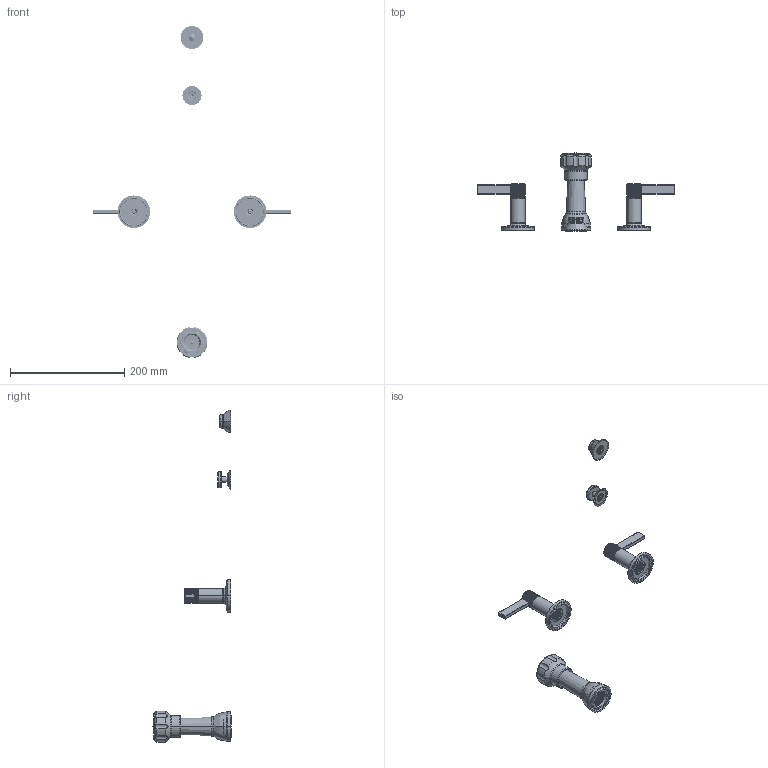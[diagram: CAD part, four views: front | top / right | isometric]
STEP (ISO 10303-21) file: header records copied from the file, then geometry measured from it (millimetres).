
FILE_DESCRIPTION((''),'2;1');
FILE_NAME('3239_ASM','2019-11-11T08:33:20',('rsmith'),(''),'CREO PARAMETRIC BY PTC INC, 2018400','CREO PARAMETRIC BY PTC INC, 2018400','');
FILE_SCHEMA(('CONFIG_CONTROL_DESIGN'));
Length unit declared in the file: inch
Products named in the file (31): 10078; 2-159_ASM; 91093; 10600; 10601; 92029; 10602; 2-235_ASM; 10603_AF2; 11647; 10605; 91014; 2-125_ASM; 2-236_AF1_ASM; 80080; 13118; 91773; 20-431_ASM; 13119; 91017; 12506; 91049; 91371; 92399; 13120; 91018; 13121; 92984; 20-425_ASM; 3-644_ASM; 3239_ASM
Assembly tree (33 placements, depth 4):
  3239_ASM
    2-159_ASM
      10078
    2-235_ASM
      91093
      10600
      10601
      92029
      10602
    2-236_AF1_ASM
      10603_AF2
      2-125_ASM
        11647
        10605
        91014
    80080
    3-644_ASM  x2
      20-431_ASM
        13118
        91773
      20-425_ASM
        13119
        91017  x2
        12506
        91049
        91371
        92399
        13120
        91018
        13121
        92984  x2
Bounding box: 345.44 x 136.47 x 580.53 mm (x, y, z)
Volume: 179636 mm3; surface area: 180277.6 mm2
Topology: 39 solids, 69 shells, 3429 faces, 9349 edges, 6045 vertices
Faces by surface type: cylinder 1397, plane 1238, bspline 293, torus 234, cone 223, sphere 40, extrusion 4
Entity records: 200760 total; most frequent: CARTESIAN_POINT 150842, ORIENTED_EDGE 11066, DIRECTION 9125, EDGE_CURVE 5642, VERTEX_POINT 3640, AXIS2_PLACEMENT_3D 3624, EDGE_LOOP 2212, B_SPLINE_CURVE_WITH_KNOTS 2178
